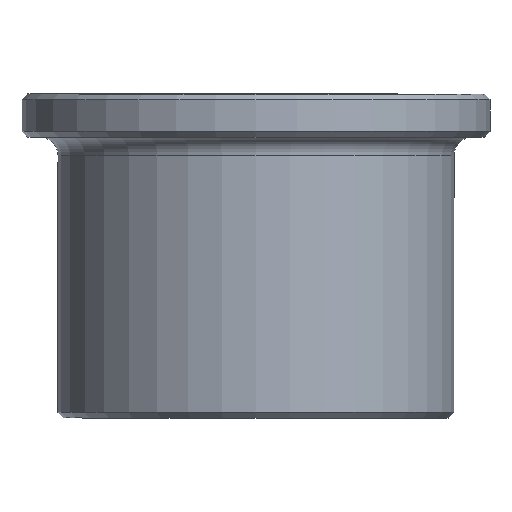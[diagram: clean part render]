
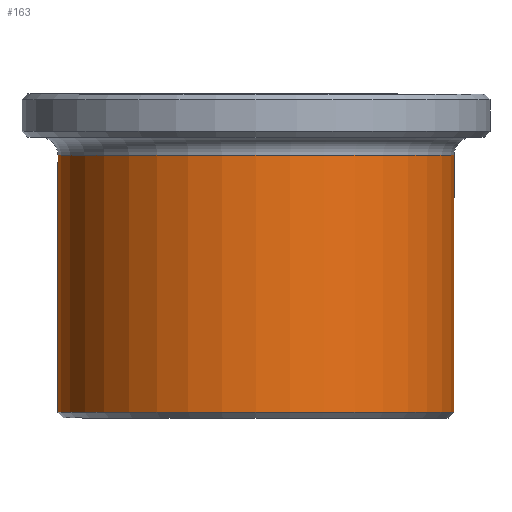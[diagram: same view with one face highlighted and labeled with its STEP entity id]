
A CAD part, front view. The second image highlights one B-rep face of the part: STEP entity #163.
In plain terms, the highlighted cylindrical face has radius 27.5 mm (diameter 55 mm), a full revolution.
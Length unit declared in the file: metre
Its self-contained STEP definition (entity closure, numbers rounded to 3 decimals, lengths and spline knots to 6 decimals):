
#163=ADVANCED_FACE('',(#199,#200),#201,.T.);
#199=FACE_OUTER_BOUND('',#4021,.T.);
#200=FACE_OUTER_BOUND('',#4022,.T.);
#201=CYLINDRICAL_SURFACE('',#4023,0.0275);
#4021=EDGE_LOOP('',(#7874));
#4022=EDGE_LOOP('',(#7875));
#4023=AXIS2_PLACEMENT_3D('',#7876,#7877,#7878);
#7874=ORIENTED_EDGE('',*,*,#7927,.T.);
#7875=ORIENTED_EDGE('',*,*,#7928,.F.);
#7876=CARTESIAN_POINT('',(0.0,0.0,0.));
#7877=DIRECTION('',(0.0,0.,-1.0));
#7878=DIRECTION('',(0.0,1.0,0.));
#7927=EDGE_CURVE('',#7966,#7966,#7967,.T.);
#7928=EDGE_CURVE('',#7968,#7968,#7969,.T.);
#7966=VERTEX_POINT('',#8224);
#7967=CIRCLE('',#8225,0.0275);
#7968=VERTEX_POINT('',#8226);
#7969=CIRCLE('',#8227,0.0275);
#8224=CARTESIAN_POINT('',(0.0,0.0275,0.0365));
#8225=AXIS2_PLACEMENT_3D('',#8271,#8272,#8273);
#8226=CARTESIAN_POINT('',(0.0,0.0275,0.0008));
#8227=AXIS2_PLACEMENT_3D('',#8274,#8275,#8276);
#8271=CARTESIAN_POINT('',(0.0,0.0,0.0365));
#8272=DIRECTION('',(0.0,0.,-1.0));
#8273=DIRECTION('',(0.0,1.0,0.));
#8274=CARTESIAN_POINT('',(0.0,0.0,0.0008));
#8275=DIRECTION('',(0.0,0.,-1.0));
#8276=DIRECTION('',(0.0,1.0,0.));
